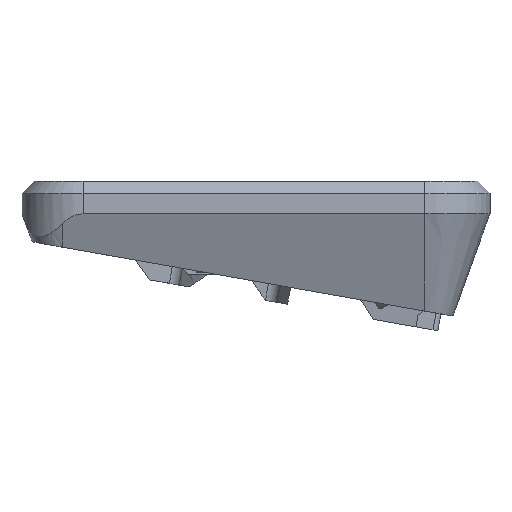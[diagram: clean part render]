
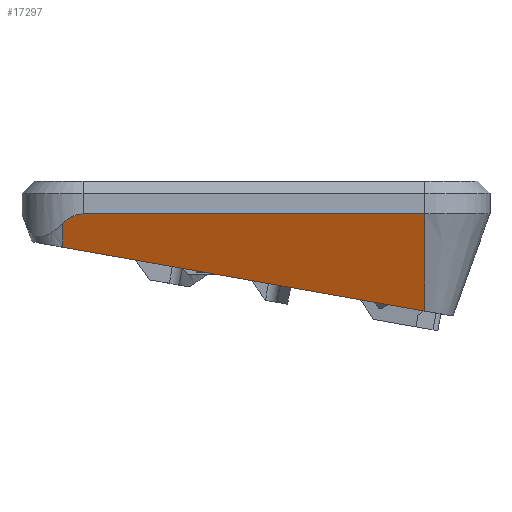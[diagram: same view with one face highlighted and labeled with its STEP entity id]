
A CAD part, front view. The second image highlights one B-rep face of the part: STEP entity #17297.
In plain terms, the highlighted planar face has unit normal (0, -0.94, -0.342).
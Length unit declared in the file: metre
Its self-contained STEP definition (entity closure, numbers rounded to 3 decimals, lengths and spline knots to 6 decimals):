
#726=ELLIPSE('',#18867,0.043857,0.015);
#5175=ORIENTED_EDGE('',*,*,#8552,.T.);
#5176=ORIENTED_EDGE('',*,*,#7599,.T.);
#5177=ORIENTED_EDGE('',*,*,#8553,.T.);
#5178=ORIENTED_EDGE('',*,*,#8299,.T.);
#5179=ORIENTED_EDGE('',*,*,#8554,.F.);
#7599=EDGE_CURVE('',#9769,#9768,#11365,.T.);
#8299=EDGE_CURVE('',#10276,#10278,#11851,.T.);
#8552=EDGE_CURVE('',#10422,#9769,#12020,.T.);
#8553=EDGE_CURVE('',#9768,#10276,#12021,.T.);
#8554=EDGE_CURVE('',#10422,#10278,#726,.F.);
#9768=VERTEX_POINT('',#27661);
#9769=VERTEX_POINT('',#27663);
#10276=VERTEX_POINT('',#29248);
#10278=VERTEX_POINT('',#29252);
#10422=VERTEX_POINT('',#29826);
#11365=LINE('',#27662,#13128);
#11851=LINE('',#29253,#13614);
#12020=LINE('',#29825,#13783);
#12021=LINE('',#29827,#13784);
#13128=VECTOR('',#21545,1.);
#13614=VECTOR('',#22815,1.);
#13783=VECTOR('',#23330,1.);
#13784=VECTOR('',#23331,1.);
#14766=EDGE_LOOP('',(#5175,#5176,#5177,#5178,#5179));
#15794=FACE_BOUND('',#14766,.T.);
#16511=PLANE('',#18866);
#17297=ADVANCED_FACE('',(#15794),#16511,.T.);
#18866=AXIS2_PLACEMENT_3D('',#29824,#23328,#23329);
#18867=AXIS2_PLACEMENT_3D('',#29828,#23332,#23333);
#21545=DIRECTION('',(0.983,0.063,-0.173));
#22815=DIRECTION('',(-1.,0.,0.));
#23328=DIRECTION('',(0.,-0.94,-0.342));
#23329=DIRECTION('',(-1.,0.,0.));
#23330=DIRECTION('',(0.,0.342,-0.94));
#23331=DIRECTION('',(0.,-0.342,0.94));
#23332=DIRECTION('',(0.,-0.94,-0.342));
#23333=DIRECTION('',(0.,0.342,-0.94));
#27661=CARTESIAN_POINT('',(0.0751,-0.044647,-0.000285));
#27662=CARTESIAN_POINT('',(0.03803,-0.047026,0.006251));
#27663=CARTESIAN_POINT('',(-0.0139,-0.050358,0.015408));
#29248=CARTESIAN_POINT('',(0.0751,-0.05334,0.0236));
#29252=CARTESIAN_POINT('',(-0.0089,-0.05334,0.0236));
#29253=CARTESIAN_POINT('',(-0.0139,-0.05334,0.0236));
#29824=CARTESIAN_POINT('',(0.0381,-0.047153,0.0066));
#29825=CARTESIAN_POINT('',(-0.0139,-0.05334,0.0236));
#29826=CARTESIAN_POINT('',(-0.0139,-0.052482,0.021243));
#29827=CARTESIAN_POINT('',(0.0751,-0.047153,0.0066));
#29828=CARTESIAN_POINT('',(-0.0089,-0.03834,-0.017612));
